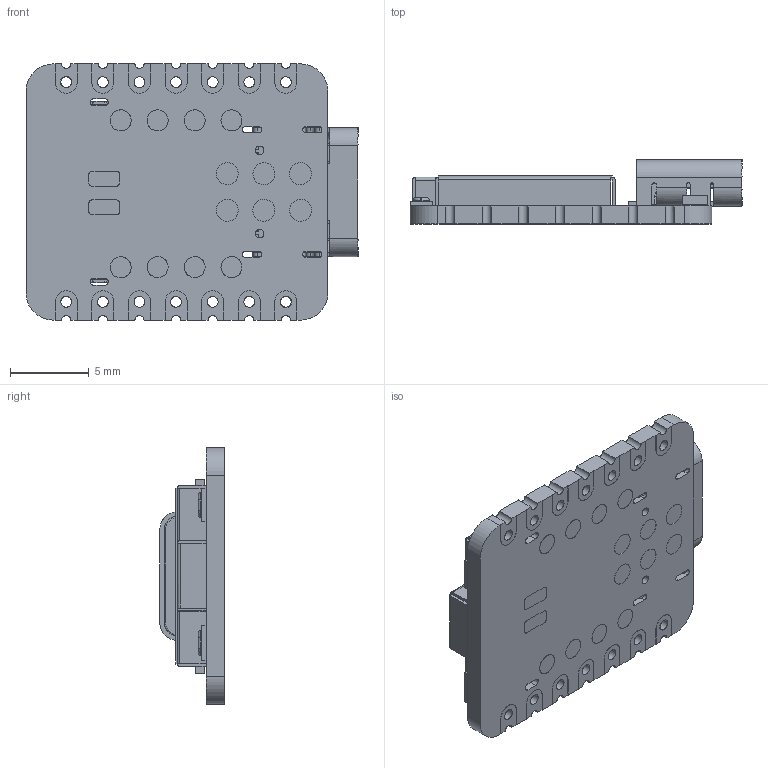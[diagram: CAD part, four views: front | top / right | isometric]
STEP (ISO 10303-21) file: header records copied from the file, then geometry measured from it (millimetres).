
FILE_DESCRIPTION(('FreeCAD Model'),'2;1');
FILE_NAME('Open CASCADE Shape Model','2025-04-30T08:39:34',('FreeCAD'),( 'FreeCAD'),'Open CASCADE STEP processor 7.6','FreeCAD','Unknown');
FILE_SCHEMA(('AUTOMOTIVE_DESIGN { 1 0 10303 214 1 1 1 1 }'));
Products named in the file (1): Open CASCADE STEP translator 7.6 1
Bounding box: 21.03 x 4.07 x 16.23 mm (x, y, z)
Volume: 491.8 mm3; surface area: 2032.2 mm2
Topology: 41 solids, 46 shells, 1653 faces, 4433 edges, 2907 vertices
Faces by surface type: bspline 1653
Entity records: 49877 total; most frequent: CARTESIAN_POINT 23084, ORIENTED_EDGE 8850, EDGE_CURVE 4425, B_SPLINE_CURVE_WITH_KNOTS 3913, VERTEX_POINT 2907, FACE_BOUND 1776, EDGE_LOOP 1776, ADVANCED_FACE 1653
